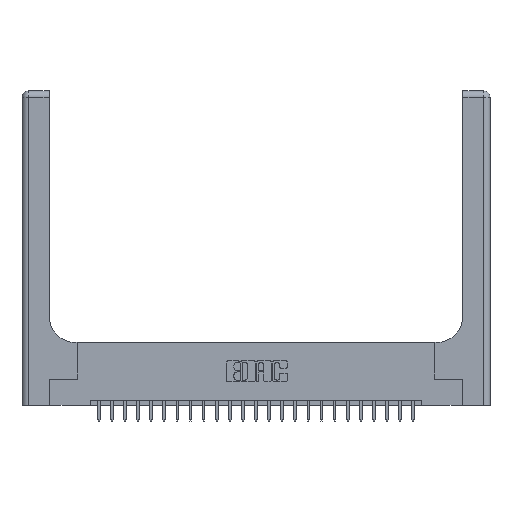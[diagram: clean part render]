
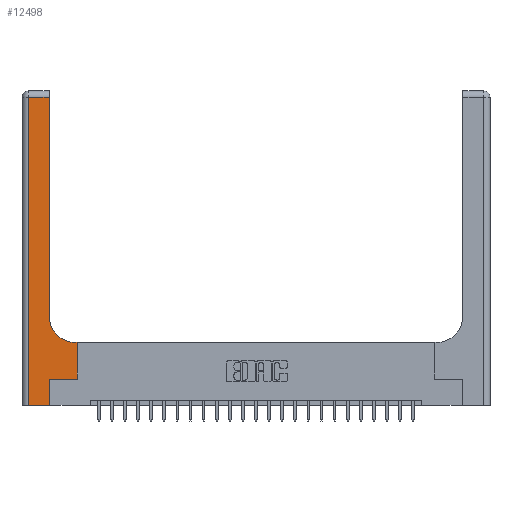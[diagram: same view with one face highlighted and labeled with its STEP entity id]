
A CAD part, top view. The second image highlights one B-rep face of the part: STEP entity #12498.
In plain terms, the highlighted planar face has unit normal (0, 0, 1).
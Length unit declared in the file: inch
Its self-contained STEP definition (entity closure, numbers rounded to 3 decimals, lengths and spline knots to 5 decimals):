
#169 = CARTESIAN_POINT ( 'NONE',  ( 0., 2.94, 0.37 ) ) ;
#819 = CARTESIAN_POINT ( 'NONE',  ( 0.265, 0., 0.37 ) ) ;
#863 = CIRCLE ( 'NONE', #1257, 0.25 ) ;
#1020 = LINE ( 'NONE', #16033, #16806 ) ;
#1157 = ORIENTED_EDGE ( 'NONE', *, *, #6622, .T. ) ;
#1257 = AXIS2_PLACEMENT_3D ( 'NONE', #20533, #20651, #13299 ) ;
#1432 = VECTOR ( 'NONE', #17220, 39.37008 ) ;
#1494 = VERTEX_POINT ( 'NONE', #16318 ) ;
#1556 = LINE ( 'NONE', #20480, #20969 ) ;
#2016 = DIRECTION ( 'NONE',  ( 0., 0., -1. ) ) ;
#2422 = CARTESIAN_POINT ( 'NONE',  ( 0.265, 0., 0.37 ) ) ;
#2763 = DIRECTION ( 'NONE',  ( 0., 1., 0. ) ) ;
#3171 = CARTESIAN_POINT ( 'NONE',  ( 0.26, 3., 0.37 ) ) ;
#3329 = ORIENTED_EDGE ( 'NONE', *, *, #7005, .T. ) ;
#3608 = FACE_OUTER_BOUND ( 'NONE', #4118, .T. ) ;
#4118 = EDGE_LOOP ( 'NONE', ( #22297, #23670, #6585, #5363, #1157, #9402, #16269, #5483, #3329 ) ) ;
#4596 = CARTESIAN_POINT ( 'NONE',  ( 0.26, 2.94, 0.37 ) ) ;
#4632 = VERTEX_POINT ( 'NONE', #9625 ) ;
#5132 = VECTOR ( 'NONE', #12530, 39.37008 ) ;
#5363 = ORIENTED_EDGE ( 'NONE', *, *, #9026, .T. ) ;
#5483 = ORIENTED_EDGE ( 'NONE', *, *, #19799, .T. ) ;
#5484 = AXIS2_PLACEMENT_3D ( 'NONE', #18865, #2016, #18607 ) ;
#6122 = CARTESIAN_POINT ( 'NONE',  ( 0.26, 0.85, 0.37 ) ) ;
#6298 = CARTESIAN_POINT ( 'NONE',  ( 0.51, 0.6, 0.37 ) ) ;
#6585 = ORIENTED_EDGE ( 'NONE', *, *, #6590, .T. ) ;
#6590 = EDGE_CURVE ( 'NONE', #1494, #8591, #23780, .T. ) ;
#6622 = EDGE_CURVE ( 'NONE', #15538, #22820, #21584, .T. ) ;
#6942 = DIRECTION ( 'NONE',  ( 0., -1., 0. ) ) ;
#7005 = EDGE_CURVE ( 'NONE', #9158, #20663, #863, .T. ) ;
#7417 = LINE ( 'NONE', #169, #16423 ) ;
#7597 = DIRECTION ( 'NONE',  ( -1., 0., 0. ) ) ;
#8522 = DIRECTION ( 'NONE',  ( 1., 0., 0. ) ) ;
#8591 = VERTEX_POINT ( 'NONE', #21397 ) ;
#9026 = EDGE_CURVE ( 'NONE', #8591, #15538, #1556, .T. ) ;
#9158 = VERTEX_POINT ( 'NONE', #6298 ) ;
#9402 = ORIENTED_EDGE ( 'NONE', *, *, #18603, .T. ) ;
#9625 = CARTESIAN_POINT ( 'NONE',  ( 0.528, 0.25, 0.37 ) ) ;
#9673 = CARTESIAN_POINT ( 'NONE',  ( 0.26, 0.6, 0.37 ) ) ;
#11018 = VECTOR ( 'NONE', #2763, 39.37008 ) ;
#12327 = VERTEX_POINT ( 'NONE', #4596 ) ;
#12360 = CARTESIAN_POINT ( 'NONE',  ( 0.06, 3., 0.37 ) ) ;
#12498 = ADVANCED_FACE ( 'NONE', ( #3608 ), #20698, .F. ) ;
#12530 = DIRECTION ( 'NONE',  ( 0., 1., 0. ) ) ;
#12872 = EDGE_CURVE ( 'NONE', #4632, #20165, #13176, .T. ) ;
#13176 = LINE ( 'NONE', #16736, #1432 ) ;
#13299 = DIRECTION ( 'NONE',  ( 1., 0., 0. ) ) ;
#13437 = VECTOR ( 'NONE', #6942, 39.37008 ) ;
#13514 = CARTESIAN_POINT ( 'NONE',  ( 0.265, 0.25, 0.37 ) ) ;
#14366 = LINE ( 'NONE', #3171, #5132 ) ;
#15538 = VERTEX_POINT ( 'NONE', #2422 ) ;
#16033 = CARTESIAN_POINT ( 'NONE',  ( 0.265, 0.25, 0.37 ) ) ;
#16269 = ORIENTED_EDGE ( 'NONE', *, *, #12872, .T. ) ;
#16318 = CARTESIAN_POINT ( 'NONE',  ( 0.06, 2.94, 0.37 ) ) ;
#16423 = VECTOR ( 'NONE', #18593, 39.37008 ) ;
#16736 = CARTESIAN_POINT ( 'NONE',  ( 0.528, 0.25, 0.37 ) ) ;
#16806 = VECTOR ( 'NONE', #8522, 39.37008 ) ;
#16898 = EDGE_CURVE ( 'NONE', #12327, #1494, #7417, .T. ) ;
#16948 = LINE ( 'NONE', #9673, #21944 ) ;
#17113 = CARTESIAN_POINT ( 'NONE',  ( 0.528, 0.6, 0.37 ) ) ;
#17220 = DIRECTION ( 'NONE',  ( 0., 1., 0. ) ) ;
#18593 = DIRECTION ( 'NONE',  ( -1., 0., 0. ) ) ;
#18603 = EDGE_CURVE ( 'NONE', #22820, #4632, #1020, .T. ) ;
#18607 = DIRECTION ( 'NONE',  ( -1., 0., 0. ) ) ;
#18865 = CARTESIAN_POINT ( 'NONE',  ( 0., 3., 0.37 ) ) ;
#19799 = EDGE_CURVE ( 'NONE', #20165, #9158, #16948, .T. ) ;
#20165 = VERTEX_POINT ( 'NONE', #17113 ) ;
#20480 = CARTESIAN_POINT ( 'NONE',  ( 0., 0., 0.37 ) ) ;
#20533 = CARTESIAN_POINT ( 'NONE',  ( 0.51, 0.85, 0.37 ) ) ;
#20651 = DIRECTION ( 'NONE',  ( 0., 0., -1. ) ) ;
#20663 = VERTEX_POINT ( 'NONE', #6122 ) ;
#20698 = PLANE ( 'NONE',  #5484 ) ;
#20969 = VECTOR ( 'NONE', #22441, 39.37008 ) ;
#21397 = CARTESIAN_POINT ( 'NONE',  ( 0.06, 0., 0.37 ) ) ;
#21584 = LINE ( 'NONE', #819, #11018 ) ;
#21944 = VECTOR ( 'NONE', #7597, 39.37008 ) ;
#22105 = EDGE_CURVE ( 'NONE', #20663, #12327, #14366, .T. ) ;
#22297 = ORIENTED_EDGE ( 'NONE', *, *, #22105, .T. ) ;
#22441 = DIRECTION ( 'NONE',  ( 1., 0., 0. ) ) ;
#22820 = VERTEX_POINT ( 'NONE', #13514 ) ;
#23670 = ORIENTED_EDGE ( 'NONE', *, *, #16898, .T. ) ;
#23780 = LINE ( 'NONE', #12360, #13437 ) ;
